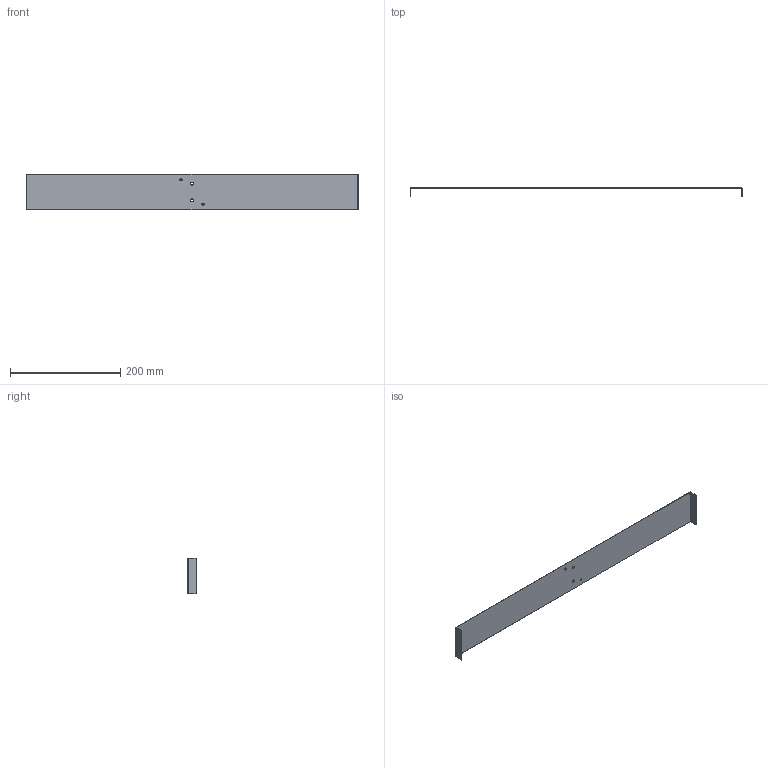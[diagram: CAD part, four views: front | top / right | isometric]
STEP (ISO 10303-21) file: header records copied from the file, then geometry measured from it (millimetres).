
FILE_DESCRIPTION (( 'STEP AP203' ), '1' );
FILE_NAME ('Ñîåäèíèòåëüíàÿ íàêëàäêà CGC_37390.STEP', '2012-11-12T06:16:52', ( 'Àñååâ' ), ( '' ), 'SwSTEP 2.0', 'SolidWorks 2012', '' );
FILE_SCHEMA (( 'CONFIG_CONTROL_DESIGN' ));
Length unit declared in the file: millimetre
Products named in the file (1): Ñîåäèíèòåëüíàÿ íàêëàäêà CGC_37390
Bounding box: 601.6 x 15 x 65 mm (x, y, z)
Volume: 32668.3 mm3; surface area: 82826.8 mm2
Topology: 1 solids, 1 shells, 18 faces, 52 edges, 36 vertices
Faces by surface type: plane 10, cylinder 8
Full cylindrical faces by diameter (mm): 4 x2, 5 x2
Entity records: 641 total; most frequent: DIRECTION 98, CARTESIAN_POINT 95, ORIENTED_EDGE 88, EDGE_CURVE 44, AXIS2_PLACEMENT_3D 35, VERTEX_POINT 32, EDGE_LOOP 30, LINE 28
